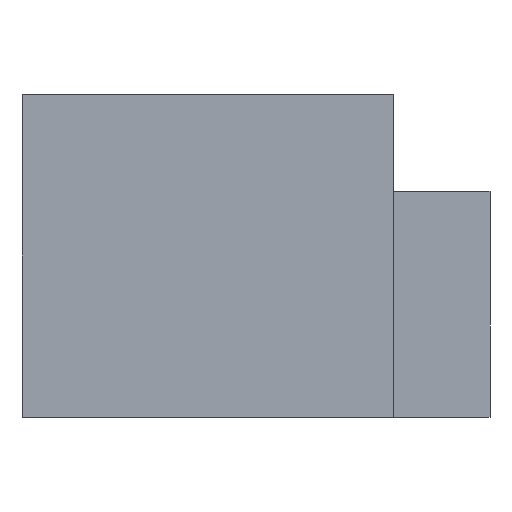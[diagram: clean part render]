
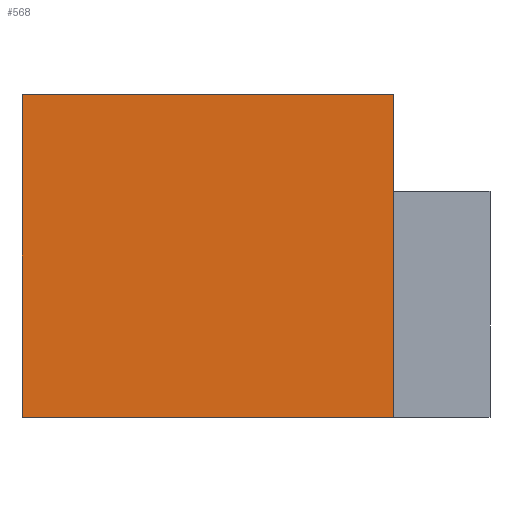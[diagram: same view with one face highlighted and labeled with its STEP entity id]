
A CAD part, left-side view. The second image highlights one B-rep face of the part: STEP entity #568.
In plain terms, the highlighted planar face has unit normal (-1, 0, 0).
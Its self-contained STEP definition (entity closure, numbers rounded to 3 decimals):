
#14 = EDGE_CURVE ( 'NONE', #808, #405, #755, .T. ) ;
#18 = DIRECTION ( 'NONE',  ( 0., 0., -1. ) ) ;
#25 = PLANE ( 'NONE',  #393 ) ;
#33 = EDGE_CURVE ( 'NONE', #481, #756, #240, .T. ) ;
#76 = CARTESIAN_POINT ( 'NONE',  ( -15., -5., 0. ) ) ;
#83 = EDGE_CURVE ( 'NONE', #481, #808, #785, .T. ) ;
#93 = ORIENTED_EDGE ( 'NONE', *, *, #472, .F. ) ;
#102 = ORIENTED_EDGE ( 'NONE', *, *, #83, .F. ) ;
#118 = CARTESIAN_POINT ( 'NONE',  ( -15., -5., 10. ) ) ;
#240 = LINE ( 'NONE', #253, #803 ) ;
#253 = CARTESIAN_POINT ( 'NONE',  ( -15., -5., 0. ) ) ;
#354 = LINE ( 'NONE', #605, #366 ) ;
#358 = CARTESIAN_POINT ( 'NONE',  ( -15., -5., 10. ) ) ;
#366 = VECTOR ( 'NONE', #18, 1000. ) ;
#373 = DIRECTION ( 'NONE',  ( 1., 0., 0. ) ) ;
#391 = DIRECTION ( 'NONE',  ( 0., 0., 1. ) ) ;
#393 = AXIS2_PLACEMENT_3D ( 'NONE', #118, #373, #752 ) ;
#405 = VERTEX_POINT ( 'NONE', #722 ) ;
#419 = VECTOR ( 'NONE', #569, 1000. ) ;
#457 = CARTESIAN_POINT ( 'NONE',  ( -15., 6.5, 0. ) ) ;
#472 = EDGE_CURVE ( 'NONE', #405, #756, #354, .T. ) ;
#481 = VERTEX_POINT ( 'NONE', #658 ) ;
#482 = ORIENTED_EDGE ( 'NONE', *, *, #14, .F. ) ;
#568 = ADVANCED_FACE ( 'NONE', ( #624 ), #25, .F. ) ;
#569 = DIRECTION ( 'NONE',  ( 0., -1., 0. ) ) ;
#575 = CARTESIAN_POINT ( 'NONE',  ( -15., 6.5, 10. ) ) ;
#605 = CARTESIAN_POINT ( 'NONE',  ( -15., -5., 10. ) ) ;
#624 = FACE_OUTER_BOUND ( 'NONE', #800, .T. ) ;
#658 = CARTESIAN_POINT ( 'NONE',  ( -15., 6.5, 0. ) ) ;
#722 = CARTESIAN_POINT ( 'NONE',  ( -15., -5., 10. ) ) ;
#745 = DIRECTION ( 'NONE',  ( 0., -1., 0. ) ) ;
#752 = DIRECTION ( 'NONE',  ( 0., 0., -1. ) ) ;
#755 = LINE ( 'NONE', #358, #419 ) ;
#756 = VERTEX_POINT ( 'NONE', #76 ) ;
#762 = VECTOR ( 'NONE', #391, 1000. ) ;
#785 = LINE ( 'NONE', #457, #762 ) ;
#792 = ORIENTED_EDGE ( 'NONE', *, *, #33, .T. ) ;
#800 = EDGE_LOOP ( 'NONE', ( #792, #93, #482, #102 ) ) ;
#803 = VECTOR ( 'NONE', #745, 1000. ) ;
#808 = VERTEX_POINT ( 'NONE', #575 ) ;
